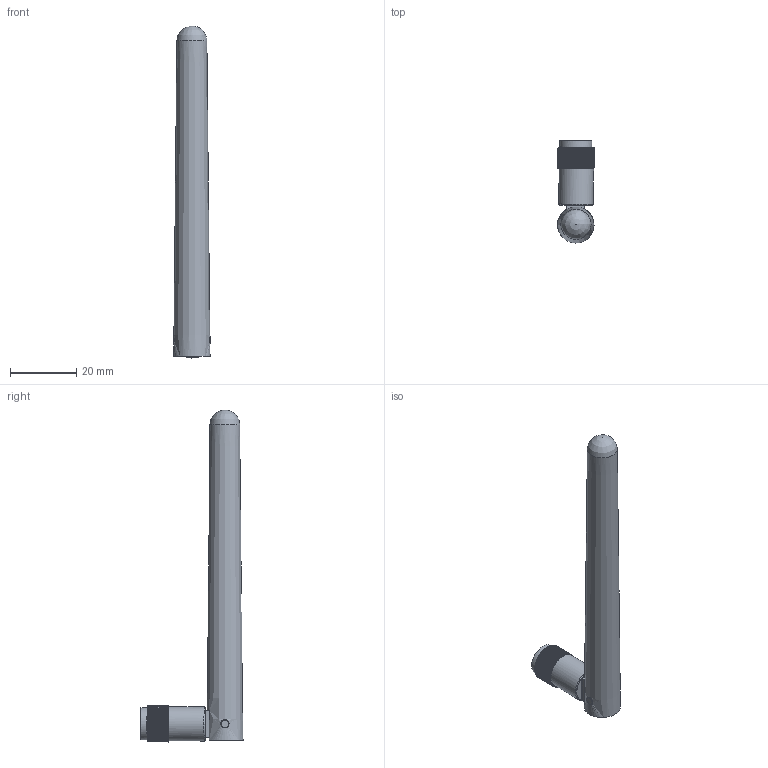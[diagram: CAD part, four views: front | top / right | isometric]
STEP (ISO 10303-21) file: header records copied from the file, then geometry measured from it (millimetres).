
FILE_DESCRIPTION(/* description */ (''),/* implementation_level */ '2;1');
FILE_NAME(/* name */ 'antenna_WiFi_RP-SMA_conn.step',/* time_stamp */ '2022-06-02T16:49:15-05:00',/* author */ (''),/* organization */ (''),/* preprocessor_version */ 'ST-DEVELOPER v18.1',/* originating_system */ 'Autodesk Translation Framework v10.14.0.1471',/* authorisation */ '');
FILE_SCHEMA (('AUTOMOTIVE_DESIGN { 1 0 10303 214 3 1 1 }'));
Length unit declared in the file: millimetre
Products named in the file (5): antenna_WiFi_RP-SMA_conn; ant; conn_body; SMA_threads; socket
Assembly tree (4 placements, depth 2):
  antenna_WiFi_RP-SMA_conn
    ant
    conn_body
    SMA_threads
    socket
Bounding box: 11.11 x 30.9 x 100.5 mm (x, y, z)
Volume: 5610.6 mm3; surface area: 6984.8 mm2
Topology: 6 solids, 7 shells, 599 faces, 1909 edges, 1274 vertices
Faces by surface type: plane 443, bspline 122, cylinder 25, torus 7, cone 2
Full cylindrical faces by diameter (mm): 1.1 x2, 1.27 x1, 2.45 x2, 2.5 x2, 5.664 x1, 8 x2, 9.5 x1, 9.75 x1, 10.4 x1
Entity records: 21935 total; most frequent: CARTESIAN_POINT 4974, ORIENTED_EDGE 3818, DIRECTION 3357, EDGE_CURVE 1909, VERTEX_POINT 1274, LINE 1131, VECTOR 1131, AXIS2_PLACEMENT_3D 1113
